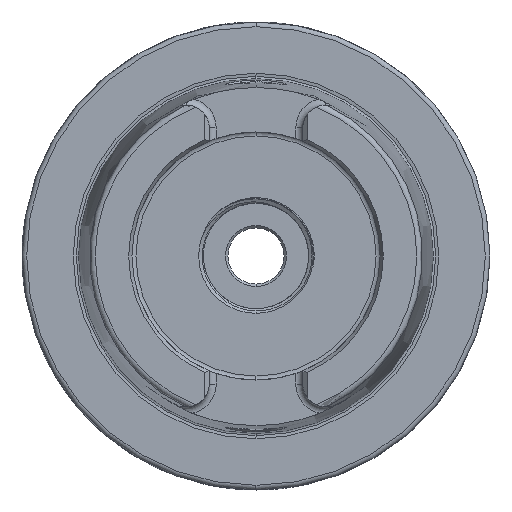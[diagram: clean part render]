
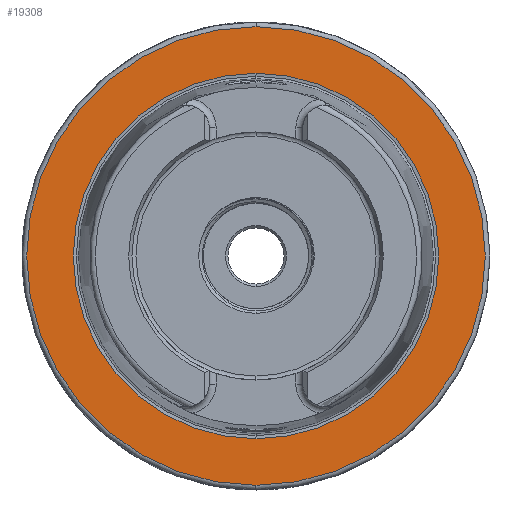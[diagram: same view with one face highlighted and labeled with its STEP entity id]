
A CAD part, left-side view. The second image highlights one B-rep face of the part: STEP entity #19308.
In plain terms, the highlighted planar face has unit normal (-1, 0, 0).
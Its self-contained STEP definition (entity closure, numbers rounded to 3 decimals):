
#102 = AXIS2_PLACEMENT_3D ( 'NONE', #13203, #13204, #13205 ) ;
#103 = AXIS2_PLACEMENT_3D ( 'NONE', #13206, #13207, #13208 ) ;
#255 = AXIS2_PLACEMENT_3D ( 'NONE', #13533, #13534, #13535 ) ;
#264 = AXIS2_PLACEMENT_3D ( 'NONE', #13560, #13561, #13562 ) ;
#3094 = FACE_BOUND ( 'NONE', #15046, .T. ) ;
#3131 = AXIS2_PLACEMENT_3D ( 'NONE', #3451, #3452, #3453 ) ;
#3150 = FACE_OUTER_BOUND ( 'NONE', #14838, .T. ) ;
#3450 = PLANE ( 'NONE',  #3131 ) ;
#3451 = CARTESIAN_POINT ( 'NONE',  ( 0., 39.054, 0. ) ) ;
#3452 = DIRECTION ( 'NONE',  ( -1., 0., 0. ) ) ;
#3453 = DIRECTION ( 'NONE',  ( 0., 0., 1. ) ) ;
#6919 = CARTESIAN_POINT ( 'NONE',  ( 0., 0., -49. ) ) ;
#6938 = CARTESIAN_POINT ( 'NONE',  ( 0., 0., -39.054 ) ) ;
#6939 = CARTESIAN_POINT ( 'NONE',  ( 0., 0., 39.054 ) ) ;
#6972 = CARTESIAN_POINT ( 'NONE',  ( 0., 0., 49. ) ) ;
#9776 = CIRCLE ( 'NONE', #102, 39.054 ) ;
#9777 = CIRCLE ( 'NONE', #103, 49. ) ;
#9800 = CIRCLE ( 'NONE', #255, 39.054 ) ;
#9804 = CIRCLE ( 'NONE', #264, 49. ) ;
#11354 = EDGE_CURVE ( 'NONE', #22370, #22371, #9776, .T. ) ;
#11355 = EDGE_CURVE ( 'NONE', #22351, #22404, #9777, .T. ) ;
#11398 = EDGE_CURVE ( 'NONE', #22371, #22370, #9800, .T. ) ;
#11404 = EDGE_CURVE ( 'NONE', #22404, #22351, #9804, .T. ) ;
#11943 = ORIENTED_EDGE ( 'NONE', *, *, #11354, .T. ) ;
#11947 = ORIENTED_EDGE ( 'NONE', *, *, #11398, .T. ) ;
#12166 = ORIENTED_EDGE ( 'NONE', *, *, #11355, .T. ) ;
#12270 = ORIENTED_EDGE ( 'NONE', *, *, #11404, .T. ) ;
#13203 = CARTESIAN_POINT ( 'NONE',  ( 0., 0., 0. ) ) ;
#13204 = DIRECTION ( 'NONE',  ( 1., 0., 0. ) ) ;
#13205 = DIRECTION ( 'NONE',  ( 0., 0., -1. ) ) ;
#13206 = CARTESIAN_POINT ( 'NONE',  ( 0., 0., 0. ) ) ;
#13207 = DIRECTION ( 'NONE',  ( -1., 0., 0. ) ) ;
#13208 = DIRECTION ( 'NONE',  ( 0., 0., 1. ) ) ;
#13533 = CARTESIAN_POINT ( 'NONE',  ( 0., 0., 0. ) ) ;
#13534 = DIRECTION ( 'NONE',  ( 1., 0., 0. ) ) ;
#13535 = DIRECTION ( 'NONE',  ( 0., 0., -1. ) ) ;
#13560 = CARTESIAN_POINT ( 'NONE',  ( 0., 0., 0. ) ) ;
#13561 = DIRECTION ( 'NONE',  ( -1., 0., 0. ) ) ;
#13562 = DIRECTION ( 'NONE',  ( 0., 0., 1. ) ) ;
#14838 = EDGE_LOOP ( 'NONE', ( #12270, #12166 ) ) ;
#15046 = EDGE_LOOP ( 'NONE', ( #11947, #11943 ) ) ;
#19308 = ADVANCED_FACE ( 'NONE', ( #3150, #3094 ), #3450, .T. ) ;
#22351 = VERTEX_POINT ( 'NONE', #6919 ) ;
#22370 = VERTEX_POINT ( 'NONE', #6938 ) ;
#22371 = VERTEX_POINT ( 'NONE', #6939 ) ;
#22404 = VERTEX_POINT ( 'NONE', #6972 ) ;
